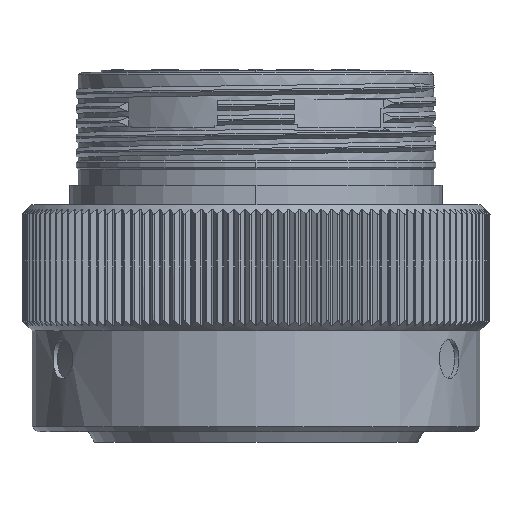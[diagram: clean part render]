
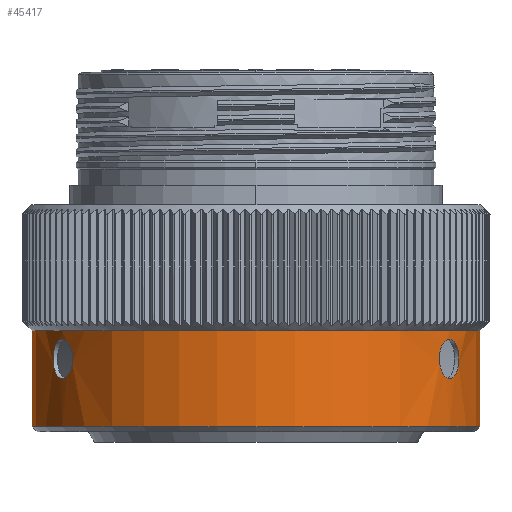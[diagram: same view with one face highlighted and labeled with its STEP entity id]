
A CAD part, left-side view. The second image highlights one B-rep face of the part: STEP entity #45417.
In plain terms, the highlighted cylindrical face has radius 22.85 mm (diameter 45.7 mm), a partial arc.
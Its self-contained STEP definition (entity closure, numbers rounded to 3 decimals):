
#3679=CARTESIAN_POINT('',(0.,0.,-2.64));
#3680=DIRECTION('',(0.,0.,-1.));
#3681=DIRECTION('',(0.,-1.,0.));
#3682=AXIS2_PLACEMENT_3D('',#3679,#3680,#3681);
#13577=DIRECTION('',(0.,0.,-1.));
#13578=VECTOR('',#13577,9.8);
#13579=CARTESIAN_POINT('',(0.,-22.85,-2.64));
#13580=LINE('',#13579,#13578);
#13581=DIRECTION('',(0.,0.,1.));
#13582=VECTOR('',#13581,9.8);
#13583=CARTESIAN_POINT('',(0.,22.85,-12.44));
#13584=LINE('',#13583,#13582);
#13589=CARTESIAN_POINT('',(0.,0.,-12.44));
#13590=DIRECTION('',(0.,0.,1.));
#13591=DIRECTION('',(0.,1.,0.));
#13592=AXIS2_PLACEMENT_3D('',#13589,#13590,#13591);
#22098=CARTESIAN_POINT('',(-11.425,19.789,-3.49));
#22099=CARTESIAN_POINT('',(-11.573,19.703,-3.49));
#22100=CARTESIAN_POINT('',(-11.871,19.527,
-3.533));
#22101=CARTESIAN_POINT('',(-12.3,19.259,
-3.744));
#22102=CARTESIAN_POINT('',(-12.647,19.032,
-4.067));
#22103=CARTESIAN_POINT('',(-12.911,18.853,
-4.484));
#22104=CARTESIAN_POINT('',(-13.076,18.739,
-4.971));
#22105=CARTESIAN_POINT('',(-13.132,18.7,
-5.493));
#22106=CARTESIAN_POINT('',(-13.075,18.74,
-6.014));
#22107=CARTESIAN_POINT('',(-12.91,18.854,
-6.499));
#22108=CARTESIAN_POINT('',(-12.641,19.036,
-6.921));
#22109=CARTESIAN_POINT('',(-12.294,19.263,
-7.24));
#22110=CARTESIAN_POINT('',(-11.871,19.526,
-7.446));
#22111=CARTESIAN_POINT('',(-11.574,19.703,-7.49));
#22112=CARTESIAN_POINT('',(-11.425,19.789,-7.49));
#22118=CARTESIAN_POINT('',(-11.425,19.789,-7.49));
#22119=CARTESIAN_POINT('',(-11.277,19.874,-7.49));
#22120=CARTESIAN_POINT('',(-10.975,20.044,
-7.447));
#22121=CARTESIAN_POINT('',(-10.53,20.281,
-7.238));
#22122=CARTESIAN_POINT('',(-10.16,20.468,
-6.915));
#22123=CARTESIAN_POINT('',(-9.873,20.608,
-6.498));
#22124=CARTESIAN_POINT('',(-9.69,20.694,
-6.011));
#22125=CARTESIAN_POINT('',(-9.628,20.722,
-5.489));
#22126=CARTESIAN_POINT('',(-9.691,20.693,
-4.967));
#22127=CARTESIAN_POINT('',(-9.873,20.608,
-4.481));
#22128=CARTESIAN_POINT('',(-10.165,20.466,
-4.059));
#22129=CARTESIAN_POINT('',(-10.535,20.278,
-3.74));
#22130=CARTESIAN_POINT('',(-10.974,20.044,
-3.534));
#22131=CARTESIAN_POINT('',(-11.276,19.875,-3.49));
#22132=CARTESIAN_POINT('',(-11.425,19.789,-3.49));
#22170=CARTESIAN_POINT('',(-11.425,-19.789,-3.49));
#22171=CARTESIAN_POINT('',(-11.278,-19.873,-3.49));
#22172=CARTESIAN_POINT('',(-10.981,-20.04,
-3.533));
#22173=CARTESIAN_POINT('',(-10.547,-20.272,
-3.733));
#22174=CARTESIAN_POINT('',(-10.177,-20.46,
-4.046));
#22175=CARTESIAN_POINT('',(-9.88,-20.604,
-4.467));
#22176=CARTESIAN_POINT('',(-9.696,-20.691,
-4.948));
#22177=CARTESIAN_POINT('',(-9.628,-20.723,
-5.47));
#22178=CARTESIAN_POINT('',(-9.687,-20.695,
-5.996));
#22179=CARTESIAN_POINT('',(-9.862,-20.613,
-6.477));
#22180=CARTESIAN_POINT('',(-10.158,-20.469,
-6.915));
#22181=CARTESIAN_POINT('',(-10.533,-20.279,
-7.239));
#22182=CARTESIAN_POINT('',(-10.977,-20.043,
-7.447));
#22183=CARTESIAN_POINT('',(-11.277,-19.874,-7.49));
#22184=CARTESIAN_POINT('',(-11.425,-19.789,-7.49));
#22190=CARTESIAN_POINT('',(-11.425,-19.789,-7.49));
#22191=CARTESIAN_POINT('',(-11.573,-19.703,-7.49));
#22192=CARTESIAN_POINT('',(-11.871,-19.527,
-7.447));
#22193=CARTESIAN_POINT('',(-12.3,-19.259,
-7.236));
#22194=CARTESIAN_POINT('',(-12.647,-19.032,
-6.913));
#22195=CARTESIAN_POINT('',(-12.911,-18.853,
-6.496));
#22196=CARTESIAN_POINT('',(-13.076,-18.739,
-6.009));
#22197=CARTESIAN_POINT('',(-13.132,-18.7,
-5.487));
#22198=CARTESIAN_POINT('',(-13.075,-18.74,
-4.965));
#22199=CARTESIAN_POINT('',(-12.91,-18.854,
-4.481));
#22200=CARTESIAN_POINT('',(-12.641,-19.036,
-4.059));
#22201=CARTESIAN_POINT('',(-12.294,-19.263,
-3.74));
#22202=CARTESIAN_POINT('',(-11.871,-19.527,
-3.534));
#22203=CARTESIAN_POINT('',(-11.574,-19.703,-3.49));
#22204=CARTESIAN_POINT('',(-11.425,-19.789,-3.49));
#29986=CARTESIAN_POINT('',(0.,-22.85,-2.64));
#29987=VERTEX_POINT('',#29986);
#29988=CARTESIAN_POINT('',(0.,22.85,-2.64));
#29989=VERTEX_POINT('',#29988);
#30653=CARTESIAN_POINT('',(0.,22.85,-12.44));
#30654=VERTEX_POINT('',#30653);
#30655=CARTESIAN_POINT('',(0.,-22.85,-12.44));
#30656=VERTEX_POINT('',#30655);
#30659=VERTEX_POINT('',#22098);
#30660=VERTEX_POINT('',#22112);
#30661=VERTEX_POINT('',#22170);
#30662=VERTEX_POINT('',#22184);
#45393=CARTESIAN_POINT('',(0.,0.,11.42));
#45394=DIRECTION('',(0.,0.,-1.));
#45395=DIRECTION('',(0.,-1.,0.));
#45396=AXIS2_PLACEMENT_3D('',#45393,#45394,#45395);
#45397=CYLINDRICAL_SURFACE('',#45396,22.85);
#45398=ORIENTED_EDGE('',*,*,#37241,.F.);
#45399=ORIENTED_EDGE('',*,*,#45382,.T.);
#45401=ORIENTED_EDGE('',*,*,#45400,.F.);
#45402=ORIENTED_EDGE('',*,*,#45378,.T.);
#45403=EDGE_LOOP('',(#45398,#45399,#45401,#45402));
#45404=FACE_OUTER_BOUND('',#45403,.F.);
#45406=ORIENTED_EDGE('',*,*,#45405,.F.);
#45408=ORIENTED_EDGE('',*,*,#45407,.F.);
#45409=EDGE_LOOP('',(#45406,#45408));
#45410=FACE_BOUND('',#45409,.F.);
#45412=ORIENTED_EDGE('',*,*,#45411,.F.);
#45414=ORIENTED_EDGE('',*,*,#45413,.F.);
#45415=EDGE_LOOP('',(#45412,#45414));
#45416=FACE_BOUND('',#45415,.F.);
#45417=ADVANCED_FACE('',(#45404,#45410,#45416),#45397,.T.);
#3683=CIRCLE('',#3682,22.85);
#13593=CIRCLE('',#13592,22.85);
#22113=B_SPLINE_CURVE_WITH_KNOTS('',3,(#22098,#22099,#22100,#22101,#22102,
#22103,#22104,#22105,#22106,#22107,#22108,#22109,#22110,#22111,#22112),
.UNSPECIFIED.,.F.,.F.,(4,1,1,1,1,1,1,1,1,1,1,1,4),(0.,0.083,
0.167,0.25,0.333,0.417,0.5,
0.583,0.667,0.75,0.833,0.917,
1.),.UNSPECIFIED.);
#22133=B_SPLINE_CURVE_WITH_KNOTS('',3,(#22118,#22119,#22120,#22121,#22122,
#22123,#22124,#22125,#22126,#22127,#22128,#22129,#22130,#22131,#22132),
.UNSPECIFIED.,.F.,.F.,(4,1,1,1,1,1,1,1,1,1,1,1,4),(0.,0.083,
0.167,0.25,0.333,0.417,0.5,
0.583,0.667,0.75,0.833,0.917,
1.),.UNSPECIFIED.);
#22185=B_SPLINE_CURVE_WITH_KNOTS('',3,(#22170,#22171,#22172,#22173,#22174,
#22175,#22176,#22177,#22178,#22179,#22180,#22181,#22182,#22183,#22184),
.UNSPECIFIED.,.F.,.F.,(4,1,1,1,1,1,1,1,1,1,1,1,4),(0.,0.083,
0.167,0.25,0.333,0.417,0.5,
0.583,0.667,0.75,0.833,0.917,
1.),.UNSPECIFIED.);
#22205=B_SPLINE_CURVE_WITH_KNOTS('',3,(#22190,#22191,#22192,#22193,#22194,
#22195,#22196,#22197,#22198,#22199,#22200,#22201,#22202,#22203,#22204),
.UNSPECIFIED.,.F.,.F.,(4,1,1,1,1,1,1,1,1,1,1,1,4),(0.,0.083,
0.167,0.25,0.333,0.417,0.5,
0.583,0.667,0.75,0.833,0.917,
1.),.UNSPECIFIED.);
#37241=EDGE_CURVE('',#29987,#29989,#3683,.T.);
#45378=EDGE_CURVE('',#30654,#29989,#13584,.T.);
#45382=EDGE_CURVE('',#29987,#30656,#13580,.T.);
#45400=EDGE_CURVE('',#30654,#30656,#13593,.T.);
#45405=EDGE_CURVE('',#30659,#30660,#22113,.T.);
#45407=EDGE_CURVE('',#30660,#30659,#22133,.T.);
#45411=EDGE_CURVE('',#30661,#30662,#22185,.T.);
#45413=EDGE_CURVE('',#30662,#30661,#22205,.T.);
